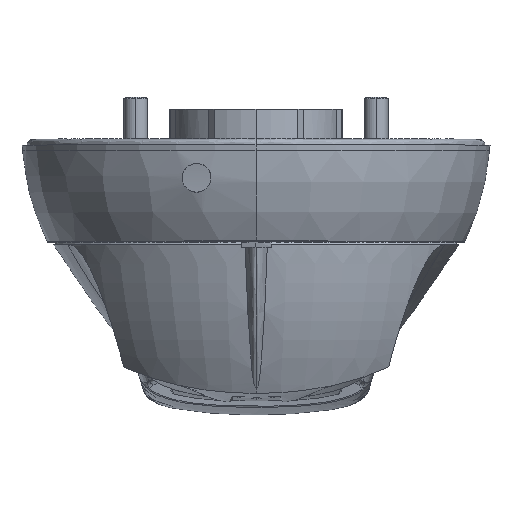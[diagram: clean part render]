
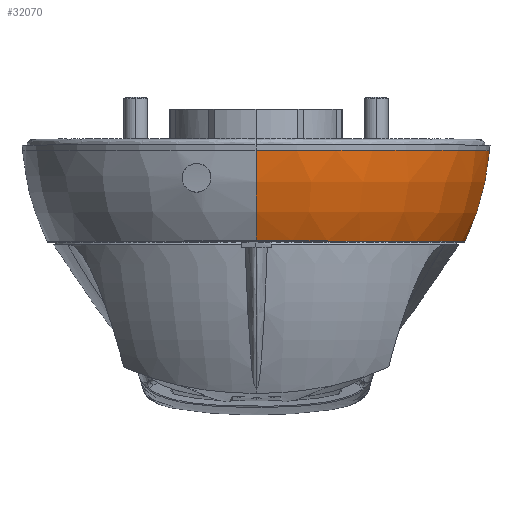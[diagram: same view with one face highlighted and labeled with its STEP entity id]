
A CAD part, top view. The second image highlights one B-rep face of the part: STEP entity #32070.
In plain terms, the highlighted toroidal (fillet/blend) face has major radius 7.615 mm and minor radius 31.3 mm.
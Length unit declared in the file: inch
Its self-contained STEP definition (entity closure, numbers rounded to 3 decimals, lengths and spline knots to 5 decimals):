
#2785 = CIRCLE ( 'NONE', #124207, 1.23228 ) ;
#6519 = CARTESIAN_POINT ( 'NONE',  ( 0., -0.63184, 0. ) ) ;
#7981 = CIRCLE ( 'NONE', #130610, 1.23228 ) ;
#13679 = DIRECTION ( 'NONE',  ( -1., 0., 0. ) ) ;
#16688 = DIRECTION ( 'NONE',  ( 0., -1., 0. ) ) ;
#20456 = DIRECTION ( 'NONE',  ( 0., 0., 1. ) ) ;
#24157 = DIRECTION ( 'NONE',  ( 0., 1., 0. ) ) ;
#27730 = DIRECTION ( 'NONE',  ( 0., 0., 1. ) ) ;
#29319 = CARTESIAN_POINT ( 'NONE',  ( 0., -0.0213, -0.29979 ) ) ;
#29713 = CIRCLE ( 'NONE', #93668, 1.37019 ) ;
#32070 = ADVANCED_FACE ( 'NONE', ( #167262 ), #117262, .T. ) ;
#35123 = AXIS2_PLACEMENT_3D ( 'NONE', #138324, #111012, #27730 ) ;
#43347 = DIRECTION ( 'NONE',  ( 0., 0., -1. ) ) ;
#63093 = ORIENTED_EDGE ( 'NONE', *, *, #69620, .T. ) ;
#69620 = EDGE_CURVE ( 'NONE', #89448, #94512, #29713, .T. ) ;
#71445 = ORIENTED_EDGE ( 'NONE', *, *, #104235, .F. ) ;
#75540 = AXIS2_PLACEMENT_3D ( 'NONE', #107416, #24157, #121404 ) ;
#78868 = ORIENTED_EDGE ( 'NONE', *, *, #110165, .T. ) ;
#80258 = CIRCLE ( 'NONE', #95527, 1.53199 ) ;
#89448 = VERTEX_POINT ( 'NONE', #169436 ) ;
#93063 = CARTESIAN_POINT ( 'NONE',  ( 0., -0.63184, 1.37019 ) ) ;
#93294 = CARTESIAN_POINT ( 'NONE',  ( 0., -0.03543, -1.53199 ) ) ;
#93668 = AXIS2_PLACEMENT_3D ( 'NONE', #6519, #103685, #20456 ) ;
#94032 = CIRCLE ( 'NONE', #75540, 1.37019 ) ;
#94512 = VERTEX_POINT ( 'NONE', #101875 ) ;
#95527 = AXIS2_PLACEMENT_3D ( 'NONE', #99900, #16688, #113875 ) ;
#96900 = CARTESIAN_POINT ( 'NONE',  ( 0., -0.0213, 0.29979 ) ) ;
#99900 = CARTESIAN_POINT ( 'NONE',  ( 0., -0.03543, 0. ) ) ;
#101875 = CARTESIAN_POINT ( 'NONE',  ( 0., -0.63184, -1.37019 ) ) ;
#103685 = DIRECTION ( 'NONE',  ( 0., 1., 0. ) ) ;
#104235 = EDGE_CURVE ( 'NONE', #130091, #126004, #2785, .T. ) ;
#107416 = CARTESIAN_POINT ( 'NONE',  ( 0., -0.63184, 0. ) ) ;
#107721 = EDGE_CURVE ( 'NONE', #128717, #126004, #80258, .T. ) ;
#110165 = EDGE_CURVE ( 'NONE', #94512, #128717, #7981, .T. ) ;
#110882 = DIRECTION ( 'NONE',  ( 0., 0., 1. ) ) ;
#111012 = DIRECTION ( 'NONE',  ( 0., 1., 0. ) ) ;
#113875 = DIRECTION ( 'NONE',  ( 0., 0., -1. ) ) ;
#117262 = TOROIDAL_SURFACE ( 'NONE', #35123, 0.29979, 1.23228 ) ;
#121404 = DIRECTION ( 'NONE',  ( 0., 0., 1. ) ) ;
#124207 = AXIS2_PLACEMENT_3D ( 'NONE', #96900, #13679, #110882 ) ;
#126004 = VERTEX_POINT ( 'NONE', #179504 ) ;
#126595 = DIRECTION ( 'NONE',  ( 1., 0., 0. ) ) ;
#128717 = VERTEX_POINT ( 'NONE', #93294 ) ;
#130091 = VERTEX_POINT ( 'NONE', #93063 ) ;
#130610 = AXIS2_PLACEMENT_3D ( 'NONE', #29319, #126595, #43347 ) ;
#134591 = EDGE_CURVE ( 'NONE', #130091, #89448, #94032, .T. ) ;
#138324 = CARTESIAN_POINT ( 'NONE',  ( 0., -0.0213, 0. ) ) ;
#152500 = ORIENTED_EDGE ( 'NONE', *, *, #107721, .T. ) ;
#165562 = EDGE_LOOP ( 'NONE', ( #174570, #63093, #78868, #152500, #71445 ) ) ;
#167262 = FACE_OUTER_BOUND ( 'NONE', #165562, .T. ) ;
#169436 = CARTESIAN_POINT ( 'NONE',  ( 1.37019, -0.63184, 0. ) ) ;
#174570 = ORIENTED_EDGE ( 'NONE', *, *, #134591, .T. ) ;
#179504 = CARTESIAN_POINT ( 'NONE',  ( 0., -0.03543, 1.53199 ) ) ;
